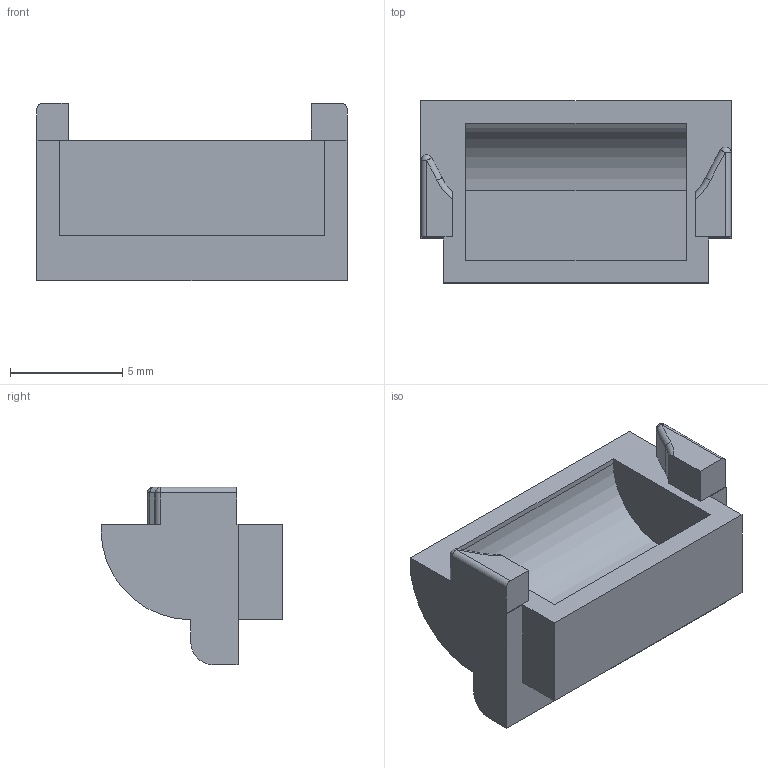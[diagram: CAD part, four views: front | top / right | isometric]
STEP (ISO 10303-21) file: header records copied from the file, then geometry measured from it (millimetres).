
FILE_DESCRIPTION(/* description */ (''),/* implementation_level */ '2;1');
FILE_NAME(/* name */ 'LightPipe_v3.step',/* time_stamp */ '2022-12-06T19:53:54-08:00',/* author */ (''),/* organization */ (''),/* preprocessor_version */ 'ST-DEVELOPER v19.2',/* originating_system */ 'Autodesk Translation Framework v11.17.0.187',/* authorisation */ '');
FILE_SCHEMA (('AUTOMOTIVE_DESIGN { 1 0 10303 214 3 1 1 }'));
Length unit declared in the file: millimetre
Products named in the file (1): LightPipe
Bounding box: 13.8 x 8.1 x 7.89 mm (x, y, z)
Volume: 305.3 mm3; surface area: 545.8 mm2
Topology: 1 solids, 1 shells, 39 faces, 100 edges, 64 vertices
Faces by surface type: plane 22, cylinder 11, torus 4, sphere 2
Entity records: 1234 total; most frequent: CARTESIAN_POINT 222, DIRECTION 208, ORIENTED_EDGE 200, EDGE_CURVE 100, AXIS2_PLACEMENT_3D 70, LINE 68, VECTOR 68, VERTEX_POINT 64
